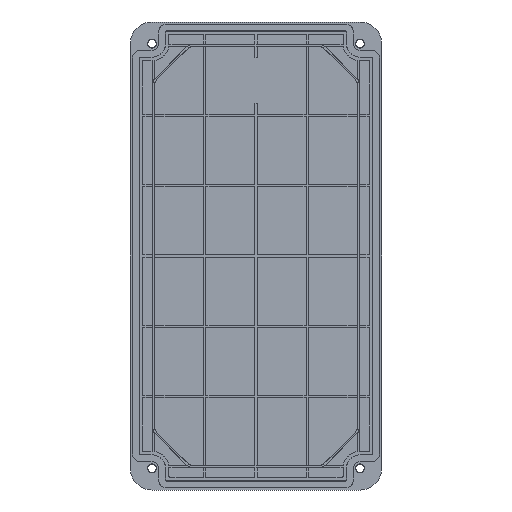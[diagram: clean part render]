
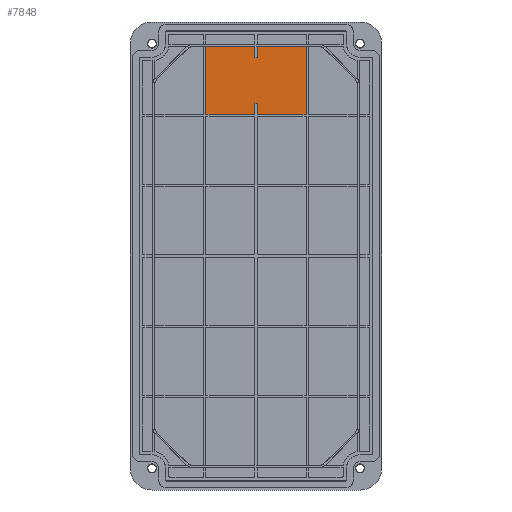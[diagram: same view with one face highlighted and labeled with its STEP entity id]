
A CAD part, left-side view. The second image highlights one B-rep face of the part: STEP entity #7848.
In plain terms, the highlighted planar face has unit normal (-1, 0, 0).
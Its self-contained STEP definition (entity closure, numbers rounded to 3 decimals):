
#1889=DIRECTION('',(0.,1.,0.));
#1890=VECTOR('',#1889,1.3);
#1891=CARTESIAN_POINT('',(3.,-0.65,87.75));
#1892=LINE('',#1891,#1890);
#1893=DIRECTION('',(0.,-1.,0.));
#1894=VECTOR('',#1893,28.2);
#1895=CARTESIAN_POINT('',(3.,-0.65,120.85));
#1896=LINE('',#1895,#1894);
#1897=DIRECTION('',(0.,0.,-1.));
#1898=VECTOR('',#1897,39.2);
#1899=CARTESIAN_POINT('',(3.,-28.85,120.85));
#1900=LINE('',#1899,#1898);
#1901=DIRECTION('',(0.,1.,0.));
#1902=VECTOR('',#1901,28.2);
#1903=CARTESIAN_POINT('',(3.,-28.85,81.65));
#1904=LINE('',#1903,#1902);
#1905=DIRECTION('',(0.,0.,1.));
#1906=VECTOR('',#1905,6.1);
#1907=CARTESIAN_POINT('',(3.,-0.65,81.65));
#1908=LINE('',#1907,#1906);
#1909=DIRECTION('',(0.,0.,1.));
#1910=VECTOR('',#1909,39.2);
#1911=CARTESIAN_POINT('',(3.,28.85,81.65));
#1912=LINE('',#1911,#1910);
#1913=DIRECTION('',(0.,-1.,0.));
#1914=VECTOR('',#1913,28.2);
#1915=CARTESIAN_POINT('',(3.,28.85,120.85));
#1916=LINE('',#1915,#1914);
#1917=DIRECTION('',(0.,0.,-1.));
#1918=VECTOR('',#1917,6.1);
#1919=CARTESIAN_POINT('',(3.,0.65,120.85));
#1920=LINE('',#1919,#1918);
#1921=DIRECTION('',(0.,-1.,0.));
#1922=VECTOR('',#1921,1.3);
#1923=CARTESIAN_POINT('',(3.,0.65,114.75));
#1924=LINE('',#1923,#1922);
#1945=DIRECTION('',(0.,0.,-1.));
#1946=VECTOR('',#1945,6.1);
#1947=CARTESIAN_POINT('',(3.,-0.65,120.85));
#1948=LINE('',#1947,#1946);
#1957=DIRECTION('',(0.,0.,1.));
#1958=VECTOR('',#1957,6.1);
#1959=CARTESIAN_POINT('',(3.,0.65,81.65));
#1960=LINE('',#1959,#1958);
#1969=DIRECTION('',(0.,-1.,0.));
#1970=VECTOR('',#1969,28.2);
#1971=CARTESIAN_POINT('',(3.,28.85,81.65));
#1972=LINE('',#1971,#1970);
#5063=CARTESIAN_POINT('',(3.,-0.65,81.65));
#5064=CARTESIAN_POINT('',(3.,-0.65,87.75));
#5065=VERTEX_POINT('',#5063);
#5066=VERTEX_POINT('',#5064);
#5075=CARTESIAN_POINT('',(3.,-0.65,120.85));
#5076=CARTESIAN_POINT('',(3.,-0.65,114.75));
#5077=VERTEX_POINT('',#5075);
#5078=VERTEX_POINT('',#5076);
#5141=CARTESIAN_POINT('',(3.,-28.85,120.85));
#5142=CARTESIAN_POINT('',(3.,-28.85,81.65));
#5143=VERTEX_POINT('',#5141);
#5144=VERTEX_POINT('',#5142);
#5189=CARTESIAN_POINT('',(3.,28.85,81.65));
#5190=CARTESIAN_POINT('',(3.,0.65,81.65));
#5191=VERTEX_POINT('',#5189);
#5192=VERTEX_POINT('',#5190);
#5193=CARTESIAN_POINT('',(3.,28.85,120.85));
#5194=CARTESIAN_POINT('',(3.,0.65,120.85));
#5195=VERTEX_POINT('',#5193);
#5196=VERTEX_POINT('',#5194);
#5197=CARTESIAN_POINT('',(3.,0.65,114.75));
#5198=VERTEX_POINT('',#5197);
#5199=CARTESIAN_POINT('',(3.,0.65,87.75));
#5200=VERTEX_POINT('',#5199);
#7823=CARTESIAN_POINT('',(3.,0.,0.));
#7824=DIRECTION('',(-1.,0.,0.));
#7825=DIRECTION('',(0.,-1.,0.));
#7826=AXIS2_PLACEMENT_3D('',#7823,#7824,#7825);
#7827=PLANE('',#7826);
#7829=ORIENTED_EDGE('',*,*,#7828,.T.);
#7831=ORIENTED_EDGE('',*,*,#7830,.F.);
#7832=ORIENTED_EDGE('',*,*,#7732,.T.);
#7833=ORIENTED_EDGE('',*,*,#7770,.T.);
#7834=ORIENTED_EDGE('',*,*,#7785,.T.);
#7835=ORIENTED_EDGE('',*,*,#7800,.T.);
#7836=ORIENTED_EDGE('',*,*,#7813,.T.);
#7838=ORIENTED_EDGE('',*,*,#7837,.F.);
#7840=ORIENTED_EDGE('',*,*,#7839,.F.);
#7842=ORIENTED_EDGE('',*,*,#7841,.T.);
#7843=ORIENTED_EDGE('',*,*,#7740,.T.);
#7845=ORIENTED_EDGE('',*,*,#7844,.T.);
#7846=EDGE_LOOP('',(#7829,#7831,#7832,#7833,#7834,#7835,#7836,#7838,#7840,#7842,
#7843,#7845));
#7847=FACE_OUTER_BOUND('',#7846,.F.);
#7848=ADVANCED_FACE('',(#7847),#7827,.T.);
#7732=EDGE_CURVE('',#5077,#5143,#1896,.T.);
#7740=EDGE_CURVE('',#5195,#5196,#1916,.T.);
#7770=EDGE_CURVE('',#5143,#5144,#1900,.T.);
#7785=EDGE_CURVE('',#5144,#5065,#1904,.T.);
#7800=EDGE_CURVE('',#5065,#5066,#1908,.T.);
#7813=EDGE_CURVE('',#5066,#5200,#1892,.T.);
#7828=EDGE_CURVE('',#5198,#5078,#1924,.T.);
#7830=EDGE_CURVE('',#5077,#5078,#1948,.T.);
#7837=EDGE_CURVE('',#5192,#5200,#1960,.T.);
#7839=EDGE_CURVE('',#5191,#5192,#1972,.T.);
#7841=EDGE_CURVE('',#5191,#5195,#1912,.T.);
#7844=EDGE_CURVE('',#5196,#5198,#1920,.T.);
